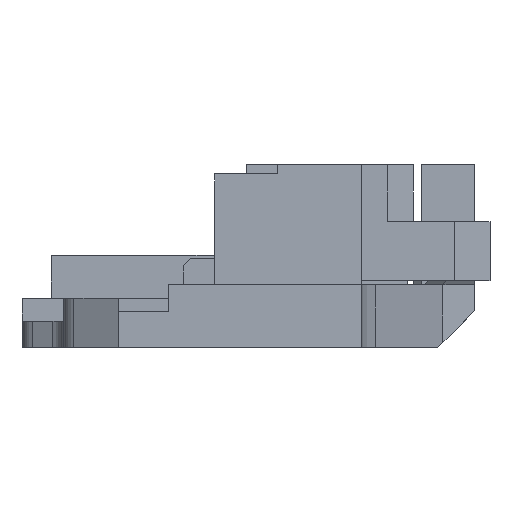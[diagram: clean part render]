
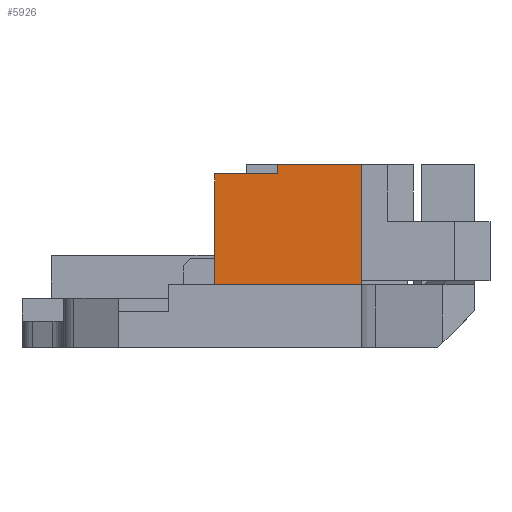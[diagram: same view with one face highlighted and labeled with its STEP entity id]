
A CAD part, left-side view. The second image highlights one B-rep face of the part: STEP entity #5926.
In plain terms, the highlighted planar face has unit normal (-1, 0, 0).
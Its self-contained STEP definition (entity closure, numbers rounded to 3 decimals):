
#404=FACE_OUTER_BOUND('',#779,.T.);
#779=EDGE_LOOP('',(#4789,#4790,#4791,#4792,#4793,#4794));
#993=LINE('',#8221,#1734);
#1158=LINE('',#8605,#1899);
#1423=LINE('',#9220,#2164);
#1438=LINE('',#9253,#2179);
#1439=LINE('',#9255,#2180);
#1440=LINE('',#9256,#2181);
#1734=VECTOR('',#6631,10.);
#1899=VECTOR('',#6958,10.);
#2164=VECTOR('',#7489,10.);
#2179=VECTOR('',#7516,10.);
#2180=VECTOR('',#7519,10.);
#2181=VECTOR('',#7520,10.);
#2459=VERTEX_POINT('',#8218);
#2460=VERTEX_POINT('',#8220);
#2598=VERTEX_POINT('',#8603);
#2811=VERTEX_POINT('',#9218);
#2820=VERTEX_POINT('',#9245);
#2823=VERTEX_POINT('',#9251);
#3029=EDGE_CURVE('',#2460,#2459,#993,.T.);
#3217=EDGE_CURVE('',#2598,#2459,#1158,.T.);
#3513=EDGE_CURVE('',#2811,#2598,#1423,.T.);
#3531=EDGE_CURVE('',#2820,#2823,#1438,.T.);
#3532=EDGE_CURVE('',#2811,#2820,#1439,.T.);
#3533=EDGE_CURVE('',#2823,#2460,#1440,.T.);
#4789=ORIENTED_EDGE('',*,*,#3532,.T.);
#4790=ORIENTED_EDGE('',*,*,#3531,.T.);
#4791=ORIENTED_EDGE('',*,*,#3533,.T.);
#4792=ORIENTED_EDGE('',*,*,#3029,.T.);
#4793=ORIENTED_EDGE('',*,*,#3217,.F.);
#4794=ORIENTED_EDGE('',*,*,#3513,.F.);
#5630=PLANE('',#6329);
#5926=ADVANCED_FACE('',(#404),#5630,.F.);
#6329=AXIS2_PLACEMENT_3D('',#9254,#7517,#7518);
#6631=DIRECTION('',(0.,-1.,0.));
#6958=DIRECTION('',(0.,0.,-1.));
#7489=DIRECTION('',(0.,-1.,0.));
#7516=DIRECTION('',(0.,1.,0.));
#7517=DIRECTION('center_axis',(1.,0.,0.));
#7518=DIRECTION('ref_axis',(0.,1.,0.));
#7519=DIRECTION('',(0.,0.,-1.));
#7520=DIRECTION('',(0.,0.,-1.));
#8218=CARTESIAN_POINT('',(18.4,-92.367,3.035));
#8220=CARTESIAN_POINT('',(18.4,-78.376,3.035));
#8221=CARTESIAN_POINT('',(18.4,-83.774,3.035));
#8603=CARTESIAN_POINT('',(18.4,-92.367,14.535));
#8605=CARTESIAN_POINT('',(18.4,-92.367,18.485));
#9218=CARTESIAN_POINT('',(18.4,-84.376,14.535));
#9220=CARTESIAN_POINT('',(18.4,-84.332,14.535));
#9245=CARTESIAN_POINT('',(18.4,-84.376,13.635));
#9251=CARTESIAN_POINT('',(18.4,-78.376,13.635));
#9253=CARTESIAN_POINT('',(18.4,-86.124,13.635));
#9254=CARTESIAN_POINT('Origin',(18.4,-84.376,9.535));
#9255=CARTESIAN_POINT('',(18.4,-84.376,12.035));
#9256=CARTESIAN_POINT('',(18.4,-78.376,21.285));
